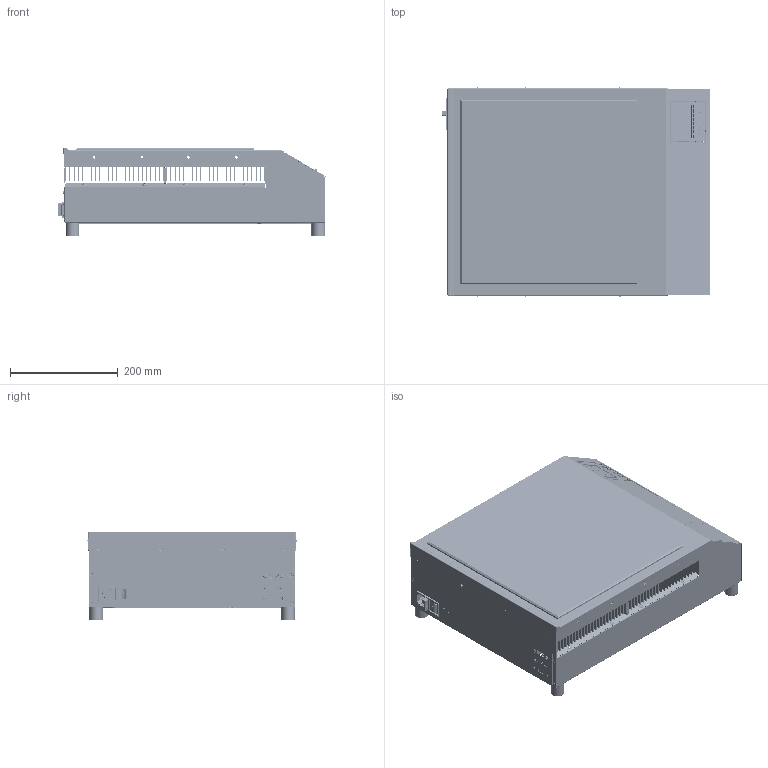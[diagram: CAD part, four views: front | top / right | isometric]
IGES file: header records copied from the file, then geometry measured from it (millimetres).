
Start section: SolidWorks IGES file using analytic representation for surfaces
Global section: file name: AHP-1800CPV 2nd GEN.IGS; native system: SolidWorks 2016; preprocessor: SolidWorks 2016; author: Afshin; date: 160616.134812; units: inch
Bounding box: 498.86 x 389.9 x 165.32 mm (x, y, z)
Surface area: 2498207.5 mm2 (no closed solid volume)
Topology: 0 solids, 0 shells, 2731 faces, 46762 edges, 46762 vertices
Faces by surface type: revolution 1441, bspline 1290
